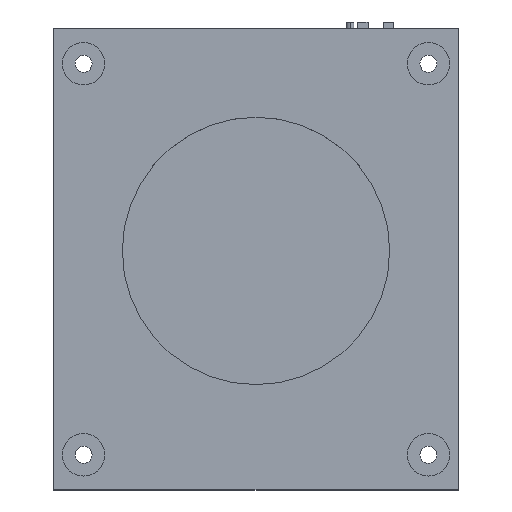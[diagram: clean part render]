
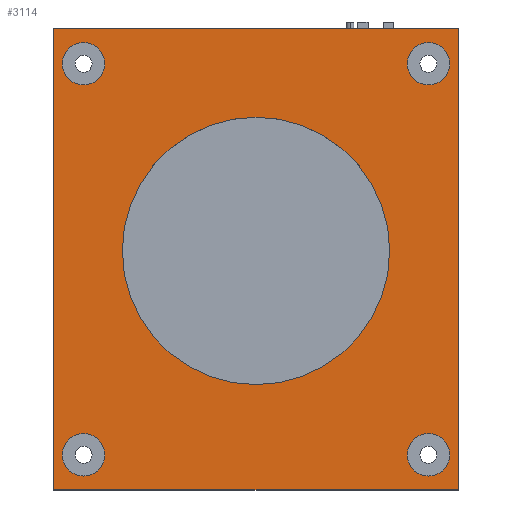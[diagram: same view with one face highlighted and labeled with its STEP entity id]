
A CAD part, top view. The second image highlights one B-rep face of the part: STEP entity #3114.
In plain terms, the highlighted planar face has unit normal (0, 0, 1).
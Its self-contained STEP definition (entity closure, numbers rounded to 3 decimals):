
#1 = EDGE_CURVE ( 'NONE', #5502, #4196, #545, .T. ) ;
#12 = EDGE_CURVE ( 'NONE', #533, #5547, #6231, .T. ) ;
#133 = CARTESIAN_POINT ( 'NONE',  ( -60.485, 187.803, 54.336 ) ) ;
#166 = DIRECTION ( 'NONE',  ( 0., -1., 0. ) ) ;
#197 = PLANE ( 'NONE',  #561 ) ;
#390 = CARTESIAN_POINT ( 'NONE',  ( -57.945, -61.016, 54.336 ) ) ;
#533 = VERTEX_POINT ( 'NONE', #931 ) ;
#545 = CIRCLE ( 'NONE', #1186, 6.35 ) ;
#561 = AXIS2_PLACEMENT_3D ( 'NONE', #5263, #5734, #1166 ) ;
#597 = DIRECTION ( 'NONE',  ( 0., -1., 0. ) ) ;
#713 = AXIS2_PLACEMENT_3D ( 'NONE', #1765, #4309, #4404 ) ;
#734 = EDGE_CURVE ( 'NONE', #1541, #3405, #2406, .T. ) ;
#794 = AXIS2_PLACEMENT_3D ( 'NONE', #4518, #6581, #1976 ) ;
#818 = DIRECTION ( 'NONE',  ( 1., 0., 0. ) ) ;
#821 = CIRCLE ( 'NONE', #6139, 40. ) ;
#852 = ORIENTED_EDGE ( 'NONE', *, *, #734, .F. ) ;
#870 = EDGE_CURVE ( 'NONE', #4776, #3648, #821, .T. ) ;
#931 = CARTESIAN_POINT ( 'NONE',  ( 60.485, 66.515, 54.336 ) ) ;
#954 = CARTESIAN_POINT ( 'NONE',  ( 57.945, 56.016, 54.336 ) ) ;
#963 = ORIENTED_EDGE ( 'NONE', *, *, #1793, .F. ) ;
#970 = LINE ( 'NONE', #4483, #4695 ) ;
#1040 = CIRCLE ( 'NONE', #4885, 40. ) ;
#1088 = LINE ( 'NONE', #2618, #2756 ) ;
#1130 = FACE_BOUND ( 'NONE', #5323, .T. ) ;
#1166 = DIRECTION ( 'NONE',  ( -1., 0., 0. ) ) ;
#1186 = AXIS2_PLACEMENT_3D ( 'NONE', #2132, #5602, #5137 ) ;
#1253 = ORIENTED_EDGE ( 'NONE', *, *, #12, .F. ) ;
#1259 = EDGE_CURVE ( 'NONE', #3405, #1541, #1385, .T. ) ;
#1289 = CARTESIAN_POINT ( 'NONE',  ( -51.595, -61.016, 54.336 ) ) ;
#1319 = DIRECTION ( 'NONE',  ( 1., 0., 0. ) ) ;
#1361 = AXIS2_PLACEMENT_3D ( 'NONE', #4630, #5529, #5162 ) ;
#1364 = CIRCLE ( 'NONE', #1581, 6.35 ) ;
#1369 = ORIENTED_EDGE ( 'NONE', *, *, #5188, .T. ) ;
#1385 = CIRCLE ( 'NONE', #6499, 6.35 ) ;
#1412 = VERTEX_POINT ( 'NONE', #3946 ) ;
#1428 = EDGE_CURVE ( 'NONE', #3083, #5547, #970, .T. ) ;
#1446 = ORIENTED_EDGE ( 'NONE', *, *, #2251, .F. ) ;
#1541 = VERTEX_POINT ( 'NONE', #6232 ) ;
#1581 = AXIS2_PLACEMENT_3D ( 'NONE', #4364, #5387, #818 ) ;
#1658 = VERTEX_POINT ( 'NONE', #4932 ) ;
#1663 = FACE_BOUND ( 'NONE', #3144, .T. ) ;
#1758 = FACE_BOUND ( 'NONE', #5614, .T. ) ;
#1765 = CARTESIAN_POINT ( 'NONE',  ( 51.595, 56.016, 54.336 ) ) ;
#1793 = EDGE_CURVE ( 'NONE', #1412, #2761, #3814, .T. ) ;
#1957 = CARTESIAN_POINT ( 'NONE',  ( 0., 0., 54.336 ) ) ;
#1966 = CIRCLE ( 'NONE', #794, 6.35 ) ;
#1976 = DIRECTION ( 'NONE',  ( 1., 0., 0. ) ) ;
#2002 = DIRECTION ( 'NONE',  ( 0., 0., 1. ) ) ;
#2069 = CARTESIAN_POINT ( 'NONE',  ( 60.485, -71.515, 54.336 ) ) ;
#2132 = CARTESIAN_POINT ( 'NONE',  ( 51.595, -61.016, 54.336 ) ) ;
#2138 = CARTESIAN_POINT ( 'NONE',  ( 45.245, -61.016, 54.336 ) ) ;
#2251 = EDGE_CURVE ( 'NONE', #2761, #1412, #2727, .T. ) ;
#2260 = FACE_BOUND ( 'NONE', #5728, .T. ) ;
#2261 = CARTESIAN_POINT ( 'NONE',  ( 57.945, -61.016, 54.336 ) ) ;
#2312 = CARTESIAN_POINT ( 'NONE',  ( -40., 0., 54.336 ) ) ;
#2317 = ORIENTED_EDGE ( 'NONE', *, *, #1428, .T. ) ;
#2381 = DIRECTION ( 'NONE',  ( 0., 0., 1. ) ) ;
#2406 = CIRCLE ( 'NONE', #713, 6.35 ) ;
#2524 = ORIENTED_EDGE ( 'NONE', *, *, #1259, .F. ) ;
#2551 = DIRECTION ( 'NONE',  ( 0., 0., 1. ) ) ;
#2575 = ORIENTED_EDGE ( 'NONE', *, *, #3691, .F. ) ;
#2618 = CARTESIAN_POINT ( 'NONE',  ( -60.485, 66.515, 54.336 ) ) ;
#2727 = CIRCLE ( 'NONE', #4541, 6.35 ) ;
#2728 = FACE_OUTER_BOUND ( 'NONE', #5023, .T. ) ;
#2755 = AXIS2_PLACEMENT_3D ( 'NONE', #1289, #2381, #1319 ) ;
#2756 = VECTOR ( 'NONE', #4661, 1000. ) ;
#2761 = VERTEX_POINT ( 'NONE', #4178 ) ;
#3083 = VERTEX_POINT ( 'NONE', #4170 ) ;
#3105 = DIRECTION ( 'NONE',  ( 1., 0., 0. ) ) ;
#3114 = ADVANCED_FACE ( 'NONE', ( #2260, #1130, #1758, #1663, #3700, #2728 ), #197, .F. ) ;
#3115 = CARTESIAN_POINT ( 'NONE',  ( 40., 0., 54.336 ) ) ;
#3134 = ORIENTED_EDGE ( 'NONE', *, *, #870, .F. ) ;
#3144 = EDGE_LOOP ( 'NONE', ( #2524, #852 ) ) ;
#3405 = VERTEX_POINT ( 'NONE', #954 ) ;
#3648 = VERTEX_POINT ( 'NONE', #2312 ) ;
#3669 = LINE ( 'NONE', #133, #5615 ) ;
#3691 = EDGE_CURVE ( 'NONE', #5884, #1658, #1966, .T. ) ;
#3700 = FACE_BOUND ( 'NONE', #5806, .T. ) ;
#3814 = CIRCLE ( 'NONE', #1361, 6.35 ) ;
#3946 = CARTESIAN_POINT ( 'NONE',  ( -57.945, 56.016, 54.336 ) ) ;
#4069 = DIRECTION ( 'NONE',  ( 0., 0., 1. ) ) ;
#4076 = ORIENTED_EDGE ( 'NONE', *, *, #4455, .F. ) ;
#4170 = CARTESIAN_POINT ( 'NONE',  ( -60.485, -71.515, 54.336 ) ) ;
#4173 = CARTESIAN_POINT ( 'NONE',  ( 60.485, 187.803, 54.336 ) ) ;
#4178 = CARTESIAN_POINT ( 'NONE',  ( -45.245, 56.016, 54.336 ) ) ;
#4196 = VERTEX_POINT ( 'NONE', #2261 ) ;
#4309 = DIRECTION ( 'NONE',  ( 0., 0., 1. ) ) ;
#4319 = VERTEX_POINT ( 'NONE', #4961 ) ;
#4358 = CIRCLE ( 'NONE', #2755, 6.35 ) ;
#4364 = CARTESIAN_POINT ( 'NONE',  ( 51.595, -61.016, 54.336 ) ) ;
#4404 = DIRECTION ( 'NONE',  ( 1., 0., 0. ) ) ;
#4433 = DIRECTION ( 'NONE',  ( 1., 0., 0. ) ) ;
#4455 = EDGE_CURVE ( 'NONE', #4319, #533, #1088, .T. ) ;
#4483 = CARTESIAN_POINT ( 'NONE',  ( -60.485, -71.515, 54.336 ) ) ;
#4491 = ORIENTED_EDGE ( 'NONE', *, *, #5786, .F. ) ;
#4518 = CARTESIAN_POINT ( 'NONE',  ( -51.595, -61.016, 54.336 ) ) ;
#4541 = AXIS2_PLACEMENT_3D ( 'NONE', #6177, #5526, #6053 ) ;
#4593 = DIRECTION ( 'NONE',  ( 1., 0., 0. ) ) ;
#4630 = CARTESIAN_POINT ( 'NONE',  ( -51.595, 56.016, 54.336 ) ) ;
#4661 = DIRECTION ( 'NONE',  ( 1., 0., 0. ) ) ;
#4695 = VECTOR ( 'NONE', #5044, 1000. ) ;
#4753 = ORIENTED_EDGE ( 'NONE', *, *, #1, .F. ) ;
#4776 = VERTEX_POINT ( 'NONE', #3115 ) ;
#4885 = AXIS2_PLACEMENT_3D ( 'NONE', #6568, #2002, #3105 ) ;
#4932 = CARTESIAN_POINT ( 'NONE',  ( -45.245, -61.016, 54.336 ) ) ;
#4957 = ORIENTED_EDGE ( 'NONE', *, *, #6326, .F. ) ;
#4961 = CARTESIAN_POINT ( 'NONE',  ( -60.485, 66.515, 54.336 ) ) ;
#5023 = EDGE_LOOP ( 'NONE', ( #4076, #1369, #2317, #1253 ) ) ;
#5044 = DIRECTION ( 'NONE',  ( 1., 0., 0. ) ) ;
#5084 = CARTESIAN_POINT ( 'NONE',  ( 51.595, 56.016, 54.336 ) ) ;
#5137 = DIRECTION ( 'NONE',  ( 1., 0., 0. ) ) ;
#5162 = DIRECTION ( 'NONE',  ( 1., 0., 0. ) ) ;
#5188 = EDGE_CURVE ( 'NONE', #4319, #3083, #3669, .T. ) ;
#5263 = CARTESIAN_POINT ( 'NONE',  ( -60.485, 187.803, 54.336 ) ) ;
#5323 = EDGE_LOOP ( 'NONE', ( #4957, #2575 ) ) ;
#5387 = DIRECTION ( 'NONE',  ( 0., 0., 1. ) ) ;
#5502 = VERTEX_POINT ( 'NONE', #2138 ) ;
#5526 = DIRECTION ( 'NONE',  ( 0., 0., 1. ) ) ;
#5529 = DIRECTION ( 'NONE',  ( 0., 0., 1. ) ) ;
#5547 = VERTEX_POINT ( 'NONE', #2069 ) ;
#5602 = DIRECTION ( 'NONE',  ( 0., 0., 1. ) ) ;
#5614 = EDGE_LOOP ( 'NONE', ( #6170, #4753 ) ) ;
#5615 = VECTOR ( 'NONE', #597, 1000. ) ;
#5728 = EDGE_LOOP ( 'NONE', ( #3134, #4491 ) ) ;
#5734 = DIRECTION ( 'NONE',  ( 0., 0., -1. ) ) ;
#5766 = VECTOR ( 'NONE', #166, 1000. ) ;
#5786 = EDGE_CURVE ( 'NONE', #3648, #4776, #1040, .T. ) ;
#5806 = EDGE_LOOP ( 'NONE', ( #1446, #963 ) ) ;
#5884 = VERTEX_POINT ( 'NONE', #390 ) ;
#6053 = DIRECTION ( 'NONE',  ( 1., 0., 0. ) ) ;
#6139 = AXIS2_PLACEMENT_3D ( 'NONE', #1957, #4069, #4433 ) ;
#6170 = ORIENTED_EDGE ( 'NONE', *, *, #6390, .F. ) ;
#6177 = CARTESIAN_POINT ( 'NONE',  ( -51.595, 56.016, 54.336 ) ) ;
#6231 = LINE ( 'NONE', #4173, #5766 ) ;
#6232 = CARTESIAN_POINT ( 'NONE',  ( 45.245, 56.016, 54.336 ) ) ;
#6326 = EDGE_CURVE ( 'NONE', #1658, #5884, #4358, .T. ) ;
#6390 = EDGE_CURVE ( 'NONE', #4196, #5502, #1364, .T. ) ;
#6499 = AXIS2_PLACEMENT_3D ( 'NONE', #5084, #2551, #4593 ) ;
#6568 = CARTESIAN_POINT ( 'NONE',  ( 0., 0., 54.336 ) ) ;
#6581 = DIRECTION ( 'NONE',  ( 0., 0., 1. ) ) ;
